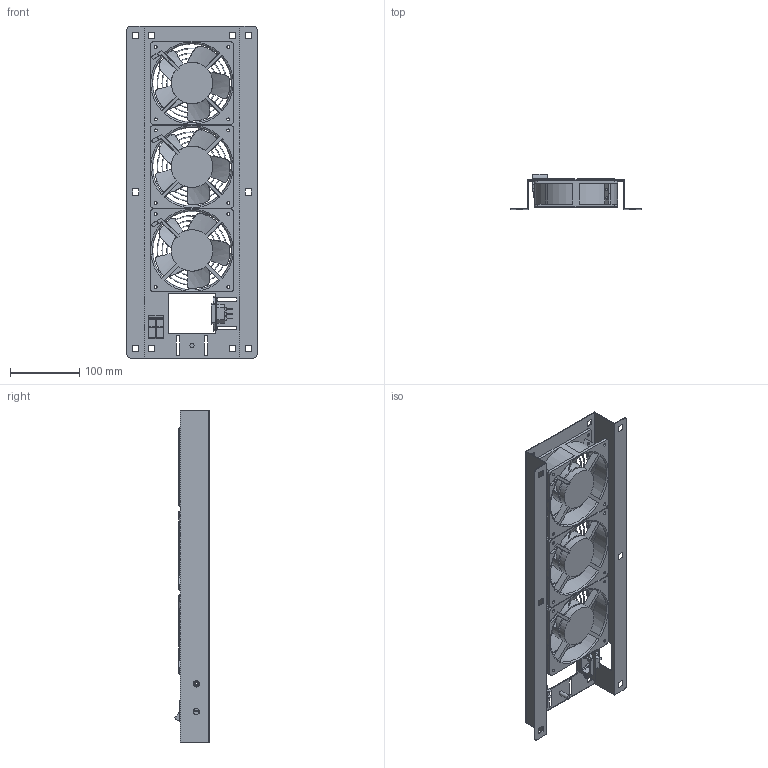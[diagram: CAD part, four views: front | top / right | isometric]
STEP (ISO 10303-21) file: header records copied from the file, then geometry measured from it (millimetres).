
FILE_DESCRIPTION (( 'STEP AP203' ), '1' );
FILE_NAME ('ITK Âåíòèëÿòîðíàÿ ïàíåëü ñ âûêëþ÷àòåëåì 3 ìîäóëÿ.STEP', '2023-05-24T13:26:43', ( '' ), ( '' ), 'SwSTEP 2.0', 'SolidWorks 2022', '' );
FILE_SCHEMA (( 'CONFIG_CONTROL_DESIGN' ));
Length unit declared in the file: millimetre
Products named in the file (17): Кольцо; Скобка уголковая; Решётка_СБ; Крыльчатка 120х120; Корпус вентилятора 120х120; Кольцо_№2; Кольцо_№8; Кольцо_№7; Упрощенная модель_3 вентилятора; Кольцо_№6; Кольцо_№5; Кольцо_№4; Гнездо штепсельное папа 3зК; ITK Вентиляторная панель с выключателем 3 модуля; Кольцо_№3; Переключатель; Вентилятор СБ
Assembly tree (19 placements, depth 4):
  ITK Вентиляторная панель с выключателем 3 модуля
    Упрощенная модель_3 вентилятора
    Вентилятор СБ  x3
      Корпус вентилятора 120х120
      Крыльчатка 120х120
      Решётка_СБ
        Скобка уголковая  x2
        Кольцо_№8
        Кольцо_№7
        Кольцо_№6
        Кольцо_№5
        Кольцо_№4
        Кольцо_№3
        Кольцо_№2
        Кольцо
    Гнездо штепсельное папа 3зК
    Переключатель
Bounding box: 188 x 50.57 x 480 mm (x, y, z)
Volume: 636992.7 mm3; surface area: 449591.9 mm2
Topology: 39 solids, 39 shells, 777 faces, 2107 edges, 1393 vertices
Faces by surface type: plane 416, cylinder 195, bspline 92, torus 72, cone 2
Full cylindrical faces by diameter (mm): 1 x8, 1.5 x12, 3.2 x2, 3.4 x2, 4 x6, 4.2 x24, 5.5 x12, 6 x1, 9 x2, 30 x3, 60 x3, 115 x6
Entity records: 17344 total; most frequent: CARTESIAN_POINT 4433, ORIENTED_EDGE 2254, DIRECTION 2116, EDGE_CURVE 1127, LINE 802, VECTOR 802, VERTEX_POINT 783, AXIS2_PLACEMENT_3D 657
